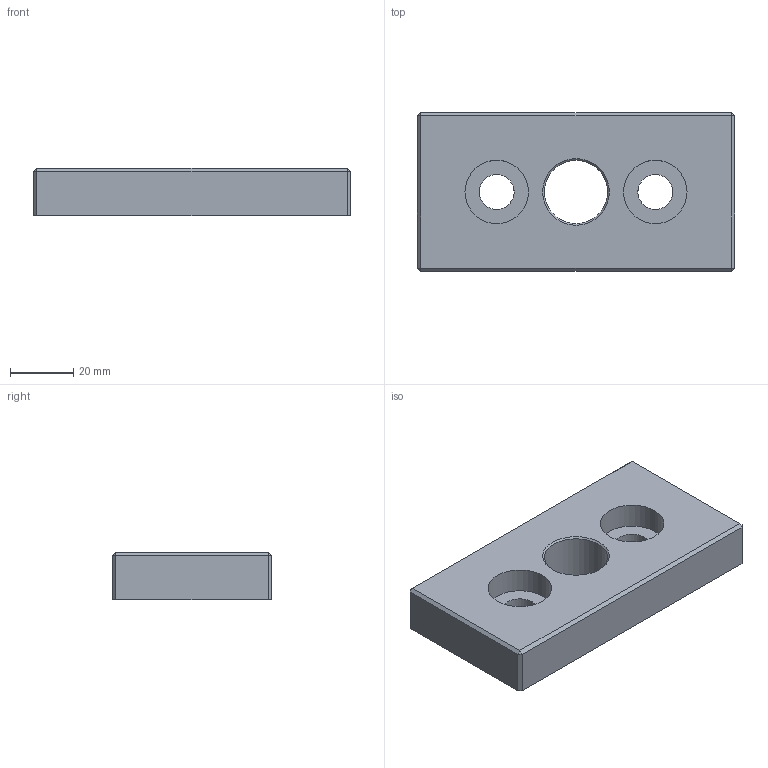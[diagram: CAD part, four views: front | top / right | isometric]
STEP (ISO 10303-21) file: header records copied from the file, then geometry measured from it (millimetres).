
FILE_DESCRIPTION(/* description */ (''),/* implementation_level */ '2;1');
FILE_NAME(/* name */ 'ABP 50100 M20.stp',/* time_stamp */ '2016-10-14T11:05:59+01:00',/* author */ ('kevin'),/* organization */ (''),/* preprocessor_version */ 'ST-DEVELOPER v15.2',/* originating_system */ 'Autodesk Inventor 2014',/* authorisation */ '');
FILE_SCHEMA (('AUTOMOTIVE_DESIGN { 1 0 10303 214 3 1 1 }'));
Length unit declared in the file: millimetre
Products named in the file (1): ABP 50x100 M20
Bounding box: 100 x 50 x 15 mm (x, y, z)
Volume: 63745.3 mm3; surface area: 15690.7 mm2
Topology: 1 solids, 1 shells, 26 faces, 53 edges, 31 vertices
Faces by surface type: plane 20, cylinder 5, cone 1
Full cylindrical faces by diameter (mm): 11 x2, 20 x3
Entity records: 670 total; most frequent: DIRECTION 112, CARTESIAN_POINT 105, ORIENTED_EDGE 94, EDGE_CURVE 47, EDGE_LOOP 40, AXIS2_PLACEMENT_3D 38, LINE 36, VECTOR 36
